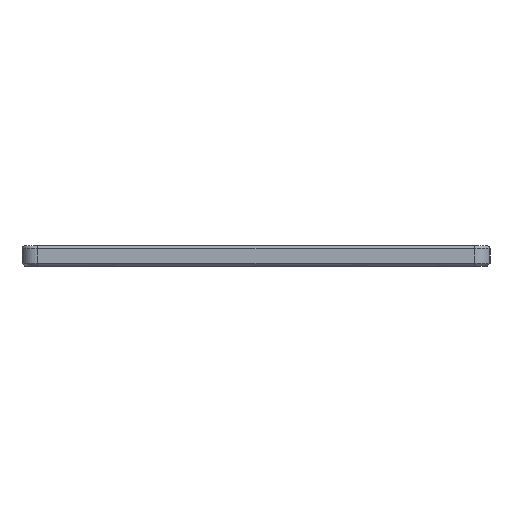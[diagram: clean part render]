
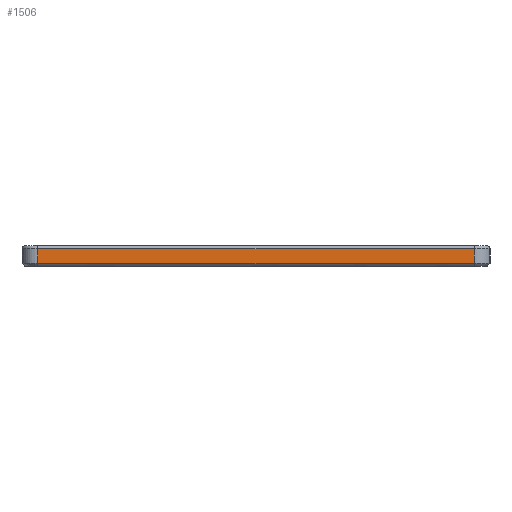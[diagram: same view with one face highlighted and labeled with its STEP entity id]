
A CAD part, left-side view. The second image highlights one B-rep face of the part: STEP entity #1506.
In plain terms, the highlighted planar face has unit normal (-1, 0, 0).
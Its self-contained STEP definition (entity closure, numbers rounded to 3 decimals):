
#1467=CARTESIAN_POINT('',(-9.,-56.913,19.1));
#1468=DIRECTION('',(1.,0.,0.));
#1469=DIRECTION('',(-0.,1.,0.));
#1470=AXIS2_PLACEMENT_3D('',#1467,#1468,#1469);
#1471=PLANE('',#1470);
#1472=CARTESIAN_POINT('',(-9.,12.,18.1));
#1473=VERTEX_POINT('',#1472);
#1474=CARTESIAN_POINT('',(-9.,12.,13.5));
#1475=VERTEX_POINT('',#1474);
#1476=CARTESIAN_POINT('',(-9.,12.,18.1));
#1477=DIRECTION('',(0.,0.,-1.));
#1478=VECTOR('',#1477,4.6);
#1479=LINE('',#1476,#1478);
#1480=EDGE_CURVE('',#1473,#1475,#1479,.T.);
#1481=ORIENTED_EDGE('',*,*,#1480,.T.);
#1482=CARTESIAN_POINT('',(-9.,-127.825,13.5));
#1483=VERTEX_POINT('',#1482);
#1484=CARTESIAN_POINT('',(-9.,12.,13.5));
#1485=DIRECTION('',(0.,-1.,-0.));
#1486=VECTOR('',#1485,139.825);
#1487=LINE('',#1484,#1486);
#1488=EDGE_CURVE('',#1475,#1483,#1487,.T.);
#1489=ORIENTED_EDGE('',*,*,#1488,.T.);
#1490=CARTESIAN_POINT('',(-9.,-127.825,18.1));
#1491=VERTEX_POINT('',#1490);
#1492=CARTESIAN_POINT('',(-9.,-127.825,13.5));
#1493=DIRECTION('',(-0.,-0.,1.));
#1494=VECTOR('',#1493,4.6);
#1495=LINE('',#1492,#1494);
#1496=EDGE_CURVE('',#1483,#1491,#1495,.T.);
#1497=ORIENTED_EDGE('',*,*,#1496,.T.);
#1498=CARTESIAN_POINT('',(-9.,-127.825,18.1));
#1499=DIRECTION('',(-0.,1.,-0.));
#1500=VECTOR('',#1499,139.825);
#1501=LINE('',#1498,#1500);
#1502=EDGE_CURVE('',#1491,#1473,#1501,.T.);
#1503=ORIENTED_EDGE('',*,*,#1502,.T.);
#1504=EDGE_LOOP('',(#1481,#1489,#1497,#1503));
#1505=FACE_BOUND('',#1504,.T.);
#1506=ADVANCED_FACE('',(#1505),#1471,.F.);
